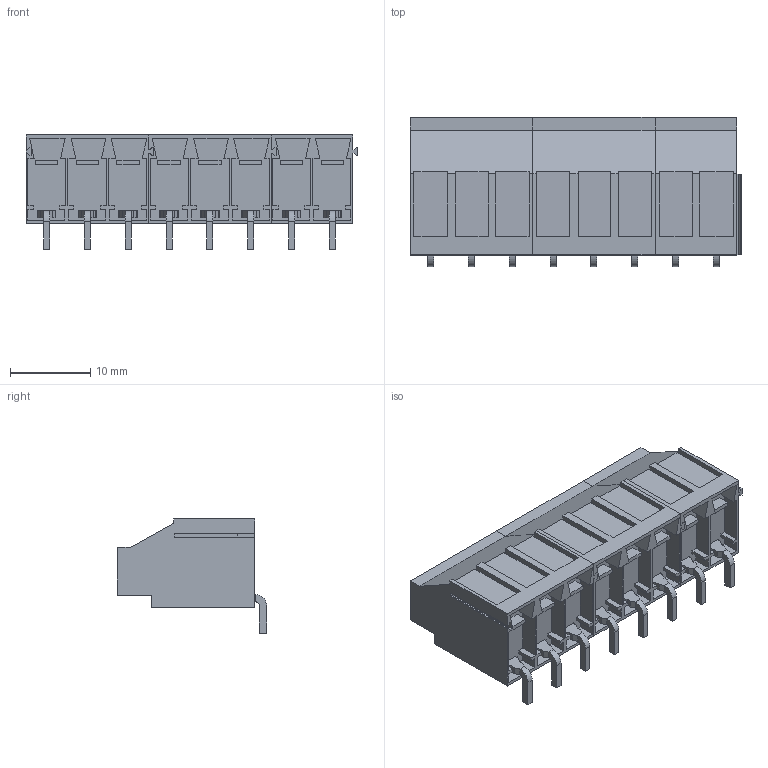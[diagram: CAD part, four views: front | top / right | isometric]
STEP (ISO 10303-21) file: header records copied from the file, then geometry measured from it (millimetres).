
FILE_DESCRIPTION(('CATIA V5 STEP','CAx-IF Rec.Pracs.--- Model Styling and Organization---1.2---2011-12-15'),'2;1');
FILE_NAME ('D1462051_0_2431970000_2431970000.stp','2016-10-03T06:55:20+00:00',('none'),('Weidmueller'),'CATIA Version 5-6 Release 2014','CATIA V5 STEP AP214','none');
FILE_SCHEMA(('AUTOMOTIVE_DESIGN { 1 0 10303 214 1 1 1 1 }'));
Length unit declared in the file: millimetre
Products named in the file (1): 2431970000_S
Bounding box: 41.29 x 18.57 x 14.2 mm (x, y, z)
Volume: 5314.4 mm3; surface area: 5551.1 mm2
Topology: 19 solids, 19 shells, 609 faces, 1609 edges, 1062 vertices
Faces by surface type: plane 545, cylinder 64
Entity records: 17389 total; most frequent: ORIENTED_EDGE 3218, CARTESIAN_POINT 3079, DIRECTION 2423, EDGE_CURVE 1609, VECTOR 1449, LINE 1449, VERTEX_POINT 1062, EDGE_LOOP 633
